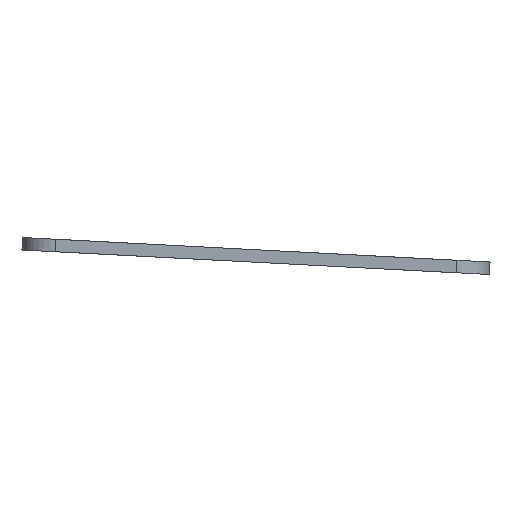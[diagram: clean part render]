
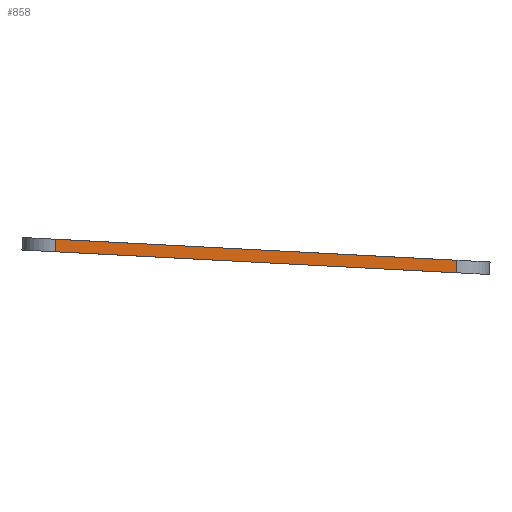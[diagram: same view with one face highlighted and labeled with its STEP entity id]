
A CAD part, left-side view. The second image highlights one B-rep face of the part: STEP entity #858.
In plain terms, the highlighted planar face has unit normal (-1, 0, 0).
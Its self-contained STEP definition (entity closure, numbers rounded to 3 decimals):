
#53=PLANE('',#966);
#94=FACE_OUTER_BOUND('',#162,.T.);
#162=EDGE_LOOP('',(#775,#776,#777,#778));
#174=LINE('',#1260,#242);
#203=LINE('',#1376,#271);
#231=LINE('',#1463,#299);
#233=LINE('',#1466,#301);
#242=VECTOR('',#1000,10.);
#271=VECTOR('',#1107,10.);
#299=VECTOR('',#1215,10.);
#301=VECTOR('',#1219,10.);
#366=VERTEX_POINT('',#1257);
#367=VERTEX_POINT('',#1259);
#414=VERTEX_POINT('',#1373);
#415=VERTEX_POINT('',#1375);
#448=EDGE_CURVE('',#366,#367,#174,.T.);
#506=EDGE_CURVE('',#415,#414,#203,.T.);
#551=EDGE_CURVE('',#367,#414,#231,.T.);
#553=EDGE_CURVE('',#415,#366,#233,.T.);
#775=ORIENTED_EDGE('',*,*,#551,.F.);
#776=ORIENTED_EDGE('',*,*,#448,.F.);
#777=ORIENTED_EDGE('',*,*,#553,.F.);
#778=ORIENTED_EDGE('',*,*,#506,.T.);
#858=ADVANCED_FACE('',(#94),#53,.T.);
#966=AXIS2_PLACEMENT_3D('',#1465,#1217,#1218);
#1000=DIRECTION('',(0.,-0.999,-0.052));
#1107=DIRECTION('',(0.,-0.999,-0.052));
#1215=DIRECTION('',(0.,0.052,-0.999));
#1217=DIRECTION('center_axis',(-1.,0.,0.));
#1218=DIRECTION('ref_axis',(0.,-0.999,-0.052));
#1219=DIRECTION('',(0.,-0.052,0.999));
#1257=CARTESIAN_POINT('',(-160.909,46.3,26.747));
#1259=CARTESIAN_POINT('',(-160.909,-49.868,21.707));
#1260=CARTESIAN_POINT('',(-160.909,-57.857,21.288));
#1373=CARTESIAN_POINT('',(-160.909,-49.711,18.711));
#1375=CARTESIAN_POINT('',(-160.909,46.457,23.751));
#1376=CARTESIAN_POINT('',(-160.909,26.409,22.7));
#1463=CARTESIAN_POINT('',(-160.909,-49.544,15.516));
#1465=CARTESIAN_POINT('Origin',(-160.909,54.613,20.974));
#1466=CARTESIAN_POINT('',(-160.909,46.624,20.555));
